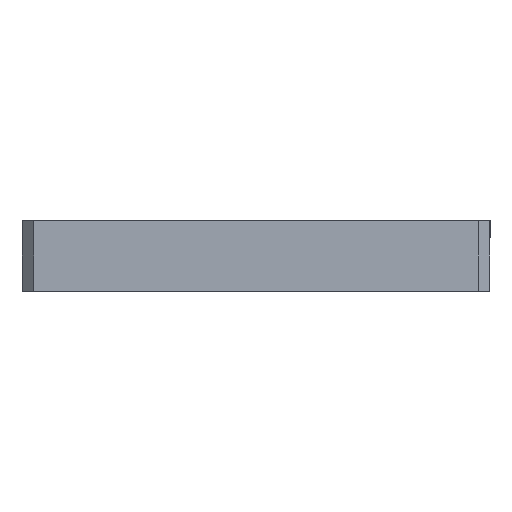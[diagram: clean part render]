
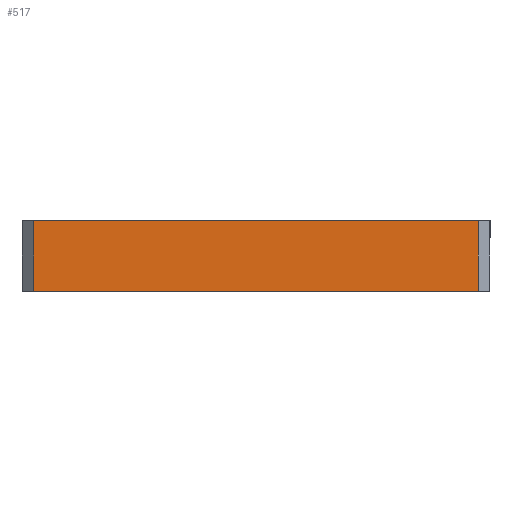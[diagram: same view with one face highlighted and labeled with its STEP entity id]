
A CAD part, left-side view. The second image highlights one B-rep face of the part: STEP entity #517.
In plain terms, the highlighted planar face has unit normal (-1, 0, 0).
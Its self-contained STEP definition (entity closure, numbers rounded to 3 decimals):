
#4 = LINE ( 'NONE', #24, #502 ) ;
#24 = CARTESIAN_POINT ( 'NONE',  ( -156.5, 10., 3. ) ) ;
#33 = DIRECTION ( 'NONE',  ( 0., -1., 0. ) ) ;
#35 = LINE ( 'NONE', #38, #507 ) ;
#38 = CARTESIAN_POINT ( 'NONE',  ( -156.5, 10., 0. ) ) ;
#44 = DIRECTION ( 'NONE',  ( 0., -1., 0. ) ) ;
#63 = DIRECTION ( 'NONE',  ( 0., 0., -1. ) ) ;
#72 = FACE_OUTER_BOUND ( 'NONE', #224, .T. ) ;
#73 = PLANE ( 'NONE',  #473 ) ;
#87 = DIRECTION ( 'NONE',  ( 1., 0., 0. ) ) ;
#97 = CARTESIAN_POINT ( 'NONE',  ( -156.5, 10., 3. ) ) ;
#150 = ORIENTED_EDGE ( 'NONE', *, *, #383, .T. ) ;
#152 = ORIENTED_EDGE ( 'NONE', *, *, #403, .T. ) ;
#180 = ORIENTED_EDGE ( 'NONE', *, *, #414, .T. ) ;
#185 = ORIENTED_EDGE ( 'NONE', *, *, #415, .F. ) ;
#224 = EDGE_LOOP ( 'NONE', ( #180, #150, #185, #152 ) ) ;
#230 = VERTEX_POINT ( 'NONE', #268 ) ;
#242 = VERTEX_POINT ( 'NONE', #255 ) ;
#255 = CARTESIAN_POINT ( 'NONE',  ( -156.5, -9.5, 0. ) ) ;
#265 = VERTEX_POINT ( 'NONE', #270 ) ;
#268 = CARTESIAN_POINT ( 'NONE',  ( -156.5, 9.5, 3. ) ) ;
#270 = CARTESIAN_POINT ( 'NONE',  ( -156.5, 9.5, 0. ) ) ;
#272 = CARTESIAN_POINT ( 'NONE',  ( -156.5, -9.5, 3. ) ) ;
#275 = VERTEX_POINT ( 'NONE', #272 ) ;
#288 = CARTESIAN_POINT ( 'NONE',  ( -156.5, -9.5, 3. ) ) ;
#294 = LINE ( 'NONE', #288, #447 ) ;
#299 = DIRECTION ( 'NONE',  ( 0., 0., 1. ) ) ;
#349 = CARTESIAN_POINT ( 'NONE',  ( -156.5, 9.5, 3. ) ) ;
#354 = DIRECTION ( 'NONE',  ( 0., 0., -1. ) ) ;
#358 = LINE ( 'NONE', #349, #472 ) ;
#383 = EDGE_CURVE ( 'NONE', #242, #275, #294, .T. ) ;
#403 = EDGE_CURVE ( 'NONE', #230, #265, #358, .T. ) ;
#414 = EDGE_CURVE ( 'NONE', #265, #242, #35, .T. ) ;
#415 = EDGE_CURVE ( 'NONE', #230, #275, #4, .T. ) ;
#447 = VECTOR ( 'NONE', #299, 1000. ) ;
#472 = VECTOR ( 'NONE', #354, 1000. ) ;
#473 = AXIS2_PLACEMENT_3D ( 'NONE', #97, #87, #63 ) ;
#502 = VECTOR ( 'NONE', #33, 1000. ) ;
#507 = VECTOR ( 'NONE', #44, 1000. ) ;
#517 = ADVANCED_FACE ( 'NONE', ( #72 ), #73, .F. ) ;
